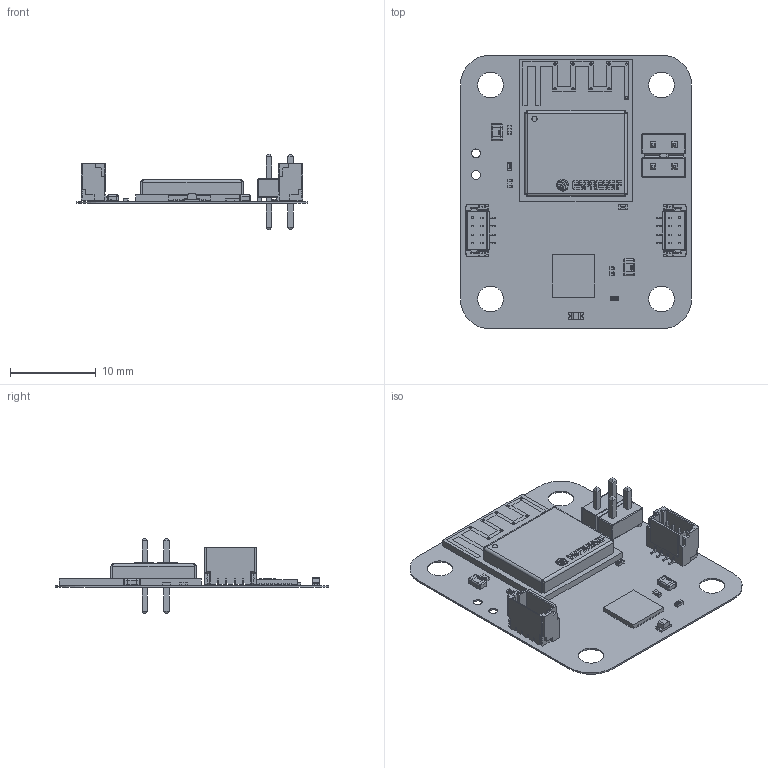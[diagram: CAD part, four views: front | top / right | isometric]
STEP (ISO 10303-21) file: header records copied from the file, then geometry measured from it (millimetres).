
FILE_DESCRIPTION(('Open CASCADE Model'),'2;1');
FILE_NAME('Open CASCADE Shape Model','2025-02-24T08:42:25',('Author'),( 'Open CASCADE'),'Open CASCADE STEP processor 7.5','Open CASCADE 7.5' ,'Unknown');
FILE_SCHEMA(('AUTOMOTIVE_DESIGN { 1 0 10303 214 1 1 1 1 }'));
Length unit declared in the file: millimetre
Products named in the file (48): PCB; Board; Open CASCADE STEP translator 7.5 1.1.1; J11; Conn_Samtec_TSW-102-05-G-D_eec; TSW-102-05-G-D; TSW-102-05-G-D_body; T-1S6-21-TSW-1-05-2-D; Samtec; C4; C0402; C5; 0805 SMD Capacitor; R6; User Library-R SMD 0402; User Library-R SMD 0402_0402 BODY; User Library-R SMD 0402_0402 PAD; User Library-R SMD 0402_0402 OPIS; R5; C3; MD1; UNK_Espressif_Systems_ESP32-C3-MINI-1-N4_eec; 1; 2; 3; 4; 5; ESP32-C3-MINI-1-N4--3DModel-STEP-1; Espressif Logo Adjustable; STAT1; 0603 LED Green; Solid1; Solid4; U; DUELink-Connector-BM04B-SRSS-TB; D; R4; C2; C1; Free-Models ...
Assembly tree (54 placements, depth 5):
  PCB
    Board
      Open CASCADE STEP translator 7.5 1.1.1
    J11
      Conn_Samtec_TSW-102-05-G-D_eec
        TSW-102-05-G-D
          TSW-102-05-G-D_body
          T-1S6-21-TSW-1-05-2-D
        Samtec
    C4
      C0402
    C5
      0805 SMD Capacitor
    R6
      User Library-R SMD 0402
        User Library-R SMD 0402_0402 BODY
        User Library-R SMD 0402_0402 PAD  x2
        User Library-R SMD 0402_0402 OPIS
    R5
      User Library-R SMD 0402
        User Library-R SMD 0402_0402 BODY
        User Library-R SMD 0402_0402 PAD  x2
        User Library-R SMD 0402_0402 OPIS
    C3
      C0402
    MD1
      UNK_Espressif_Systems_ESP32-C3-MINI-1-N4_eec
        1
          1
          2
          3
          4
          5
          ESP32-C3-MINI-1-N4--3DModel-STEP-1
        Espressif Logo Adjustable
    STAT1
      0603 LED Green
        Solid1
        Solid4
        Solid1
        Solid1
        Solid4
        Solid1
        Solid1
        Solid1
    U
      DUELink-Connector-BM04B-SRSS-TB
    D
      DUELink-Connector-BM04B-SRSS-TB
    R4
      User Library-R SMD 0402
        User Library-R SMD 0402_0402 BODY
        User Library-R SMD 0402_0402 PAD  x2
        User Library-R SMD 0402_0402 OPIS
    C2
      0805 SMD Capacitor
    C1
      C0402
    Free-Models
      STM32-QFN32
Bounding box: 27 x 32 x 8.84 mm (x, y, z)
Volume: 533.2 mm3; surface area: 3577.5 mm2
Topology: 202 solids, 202 shells, 3122 faces, 10319 edges, 10550 vertices
Faces by surface type: plane 2387, cylinder 384, bspline 307, revolution 24, sphere 20
Full cylindrical faces by diameter (mm): 0.204 x1, 0.25 x40, 0.605 x1, 1.016 x2, 1.02 x4, 3 x4
Entity records: 91465 total; most frequent: CARTESIAN_POINT 21853, DIRECTION 11997, ORIENTED_EDGE 11414, LINE 6141, VECTOR 6141, EDGE_CURVE 5707, VERTEX_POINT 3736, AXIS2_PLACEMENT_3D 2924
